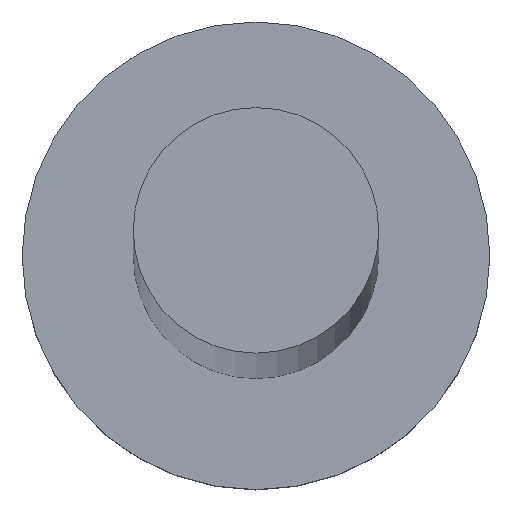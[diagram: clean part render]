
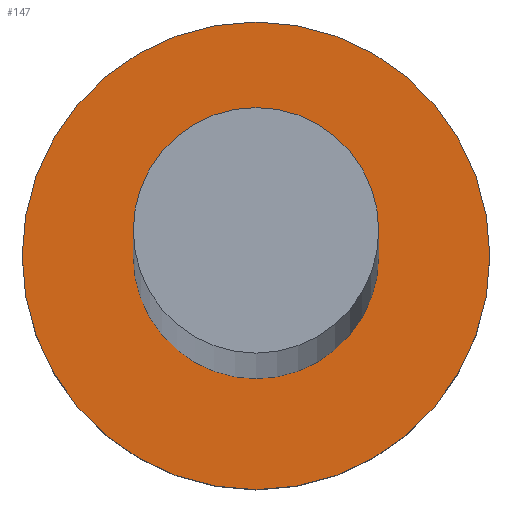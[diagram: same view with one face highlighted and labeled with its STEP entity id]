
A CAD part, top view. The second image highlights one B-rep face of the part: STEP entity #147.
In plain terms, the highlighted planar face has unit normal (0, 0, 1).
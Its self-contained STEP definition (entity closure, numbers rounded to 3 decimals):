
#4 = DIRECTION ( 'NONE',  ( 0., 0., 1. ) ) ;
#6 = AXIS2_PLACEMENT_3D ( 'NONE', #146, #30, #108 ) ;
#10 = CARTESIAN_POINT ( 'NONE',  ( 0., 0., 3. ) ) ;
#11 = CARTESIAN_POINT ( 'NONE',  ( 0., 0., 3. ) ) ;
#18 = AXIS2_PLACEMENT_3D ( 'NONE', #159, #4, #80 ) ;
#20 = EDGE_CURVE ( 'NONE', #190, #36, #118, .T. ) ;
#30 = DIRECTION ( 'NONE',  ( 0., 0., 1. ) ) ;
#33 = DIRECTION ( 'NONE',  ( 0., 0., 1. ) ) ;
#36 = VERTEX_POINT ( 'NONE', #148 ) ;
#37 = EDGE_CURVE ( 'NONE', #36, #190, #214, .T. ) ;
#52 = AXIS2_PLACEMENT_3D ( 'NONE', #11, #245, #230 ) ;
#60 = FACE_BOUND ( 'NONE', #61, .T. ) ;
#61 = EDGE_LOOP ( 'NONE', ( #171, #212 ) ) ;
#68 = VERTEX_POINT ( 'NONE', #206 ) ;
#70 = EDGE_CURVE ( 'NONE', #237, #68, #203, .T. ) ;
#75 = PLANE ( 'NONE',  #18 ) ;
#77 = CARTESIAN_POINT ( 'NONE',  ( -2.1, 0., 3. ) ) ;
#80 = DIRECTION ( 'NONE',  ( 1., 0., 0. ) ) ;
#101 = CARTESIAN_POINT ( 'NONE',  ( 0., 0., 3. ) ) ;
#108 = DIRECTION ( 'NONE',  ( 1., 0., 0. ) ) ;
#112 = CIRCLE ( 'NONE', #129, 4. ) ;
#118 = CIRCLE ( 'NONE', #231, 2.1 ) ;
#123 = DIRECTION ( 'NONE',  ( 0., 0., 1. ) ) ;
#126 = EDGE_CURVE ( 'NONE', #68, #237, #112, .T. ) ;
#129 = AXIS2_PLACEMENT_3D ( 'NONE', #101, #123, #144 ) ;
#144 = DIRECTION ( 'NONE',  ( 1., 0., 0. ) ) ;
#146 = CARTESIAN_POINT ( 'NONE',  ( 0., 0., 3. ) ) ;
#147 = ADVANCED_FACE ( 'NONE', ( #60, #255 ), #75, .T. ) ;
#148 = CARTESIAN_POINT ( 'NONE',  ( 2.1, 0., 3. ) ) ;
#159 = CARTESIAN_POINT ( 'NONE',  ( 0., 0., 3. ) ) ;
#171 = ORIENTED_EDGE ( 'NONE', *, *, #20, .F. ) ;
#188 = EDGE_LOOP ( 'NONE', ( #222, #229 ) ) ;
#190 = VERTEX_POINT ( 'NONE', #77 ) ;
#203 = CIRCLE ( 'NONE', #6, 4. ) ;
#206 = CARTESIAN_POINT ( 'NONE',  ( -4., 0., 3. ) ) ;
#212 = ORIENTED_EDGE ( 'NONE', *, *, #37, .F. ) ;
#214 = CIRCLE ( 'NONE', #52, 2.1 ) ;
#217 = CARTESIAN_POINT ( 'NONE',  ( 4., 0., 3. ) ) ;
#222 = ORIENTED_EDGE ( 'NONE', *, *, #126, .T. ) ;
#229 = ORIENTED_EDGE ( 'NONE', *, *, #70, .T. ) ;
#230 = DIRECTION ( 'NONE',  ( 1., 0., 0. ) ) ;
#231 = AXIS2_PLACEMENT_3D ( 'NONE', #10, #33, #246 ) ;
#237 = VERTEX_POINT ( 'NONE', #217 ) ;
#245 = DIRECTION ( 'NONE',  ( 0., 0., 1. ) ) ;
#246 = DIRECTION ( 'NONE',  ( 1., 0., 0. ) ) ;
#255 = FACE_OUTER_BOUND ( 'NONE', #188, .T. ) ;
